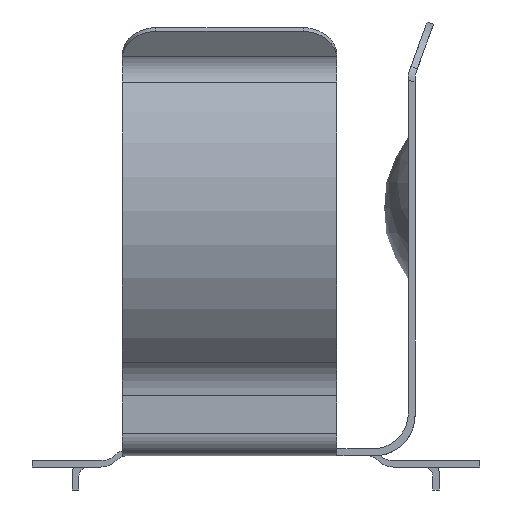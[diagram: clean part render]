
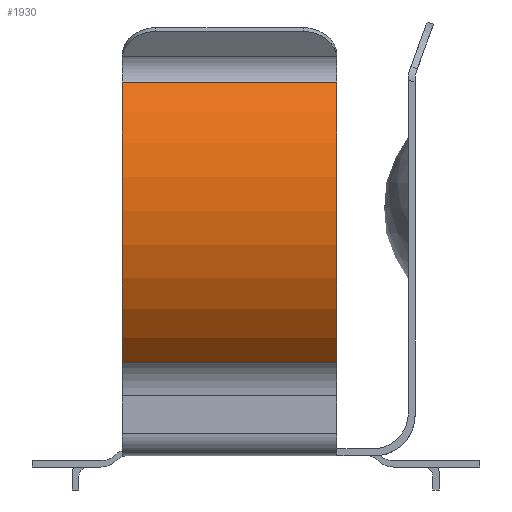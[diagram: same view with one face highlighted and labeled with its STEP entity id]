
A CAD part, left-side view. The second image highlights one B-rep face of the part: STEP entity #1930.
In plain terms, the highlighted cylindrical face has radius 9.3 mm (diameter 18.6 mm), a partial arc.
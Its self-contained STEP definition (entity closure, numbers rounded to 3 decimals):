
#40=CYLINDRICAL_SURFACE('',#2100,9.3);
#138=CIRCLE('',#2101,9.3);
#139=CIRCLE('',#2102,9.3);
#209=FACE_OUTER_BOUND('',#314,.T.);
#314=EDGE_LOOP('',(#1470,#1471,#1472,#1473));
#497=LINE('',#3129,#683);
#498=LINE('',#3132,#684);
#683=VECTOR('',#2498,9.53);
#684=VECTOR('',#2501,9.53);
#892=VERTEX_POINT('',#3125);
#893=VERTEX_POINT('',#3126);
#894=VERTEX_POINT('',#3128);
#895=VERTEX_POINT('',#3130);
#1119=EDGE_CURVE('',#892,#893,#138,.T.);
#1120=EDGE_CURVE('',#894,#892,#497,.T.);
#1121=EDGE_CURVE('',#894,#895,#139,.T.);
#1122=EDGE_CURVE('',#893,#895,#498,.T.);
#1470=ORIENTED_EDGE('',*,*,#1119,.F.);
#1471=ORIENTED_EDGE('',*,*,#1120,.F.);
#1472=ORIENTED_EDGE('',*,*,#1121,.T.);
#1473=ORIENTED_EDGE('',*,*,#1122,.F.);
#1930=ADVANCED_FACE('',(#209),#40,.T.);
#2100=AXIS2_PLACEMENT_3D('',#3124,#2494,#2495);
#2101=AXIS2_PLACEMENT_3D('',#3127,#2496,#2497);
#2102=AXIS2_PLACEMENT_3D('',#3131,#2499,#2500);
#2494=DIRECTION('center_axis',(0.,-1.,0.));
#2495=DIRECTION('ref_axis',(0.,0.,1.));
#2496=DIRECTION('center_axis',(0.,-1.,0.));
#2497=DIRECTION('ref_axis',(0.,0.,-1.));
#2498=DIRECTION('',(0.,-1.,0.));
#2499=DIRECTION('center_axis',(0.,-1.,0.));
#2500=DIRECTION('ref_axis',(0.,0.,-1.));
#2501=DIRECTION('',(0.,1.,0.));
#3124=CARTESIAN_POINT('Origin',(-0.007,1.4,11.555));
#3125=CARTESIAN_POINT('',(-7.496,1.4,17.069));
#3126=CARTESIAN_POINT('',(-6.227,1.4,4.641));
#3127=CARTESIAN_POINT('Origin',(-0.007,1.4,11.555));
#3128=CARTESIAN_POINT('',(-7.496,10.93,17.069));
#3129=CARTESIAN_POINT('',(-7.496,10.93,17.069));
#3130=CARTESIAN_POINT('',(-6.227,10.93,4.641));
#3131=CARTESIAN_POINT('Origin',(-0.007,10.93,11.555));
#3132=CARTESIAN_POINT('',(-6.227,1.4,4.641));
